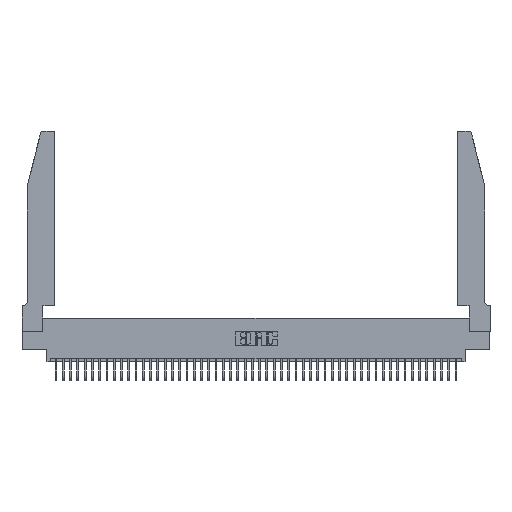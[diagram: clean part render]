
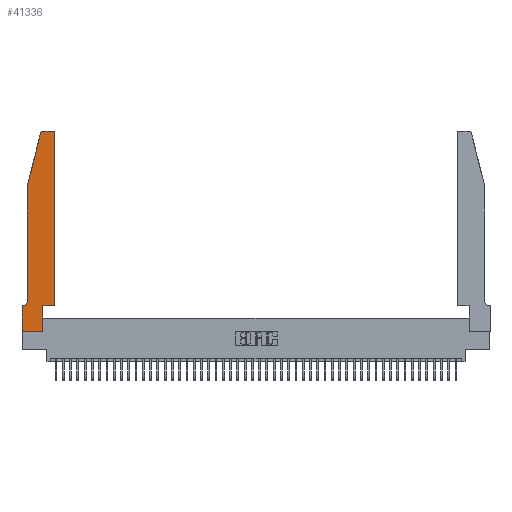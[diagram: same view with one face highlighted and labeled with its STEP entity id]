
A CAD part, top view. The second image highlights one B-rep face of the part: STEP entity #41336.
In plain terms, the highlighted planar face has unit normal (0, 0, 1).
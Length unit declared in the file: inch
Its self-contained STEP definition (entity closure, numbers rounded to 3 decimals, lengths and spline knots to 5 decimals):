
#323 = EDGE_CURVE ( 'NONE', #32733, #9973, #31557, .T. ) ;
#1224 = DIRECTION ( 'NONE',  ( 0., 0., -1. ) ) ;
#1321 = AXIS2_PLACEMENT_3D ( 'NONE', #24007, #1224, #27728 ) ;
#1757 = VECTOR ( 'NONE', #23249, 39.37008 ) ;
#2317 = LINE ( 'NONE', #43688, #21408 ) ;
#3646 = LINE ( 'NONE', #15451, #22716 ) ;
#4228 = VERTEX_POINT ( 'NONE', #45200 ) ;
#4604 = LINE ( 'NONE', #18266, #13636 ) ;
#4998 = CARTESIAN_POINT ( 'NONE',  ( 0.284, 2.75, 0.37 ) ) ;
#5507 = VECTOR ( 'NONE', #44047, 39.37008 ) ;
#6212 = VERTEX_POINT ( 'NONE', #32553 ) ;
#6610 = VERTEX_POINT ( 'NONE', #44983 ) ;
#6613 = DIRECTION ( 'NONE',  ( 1., 0., 0. ) ) ;
#6820 = VERTEX_POINT ( 'NONE', #31341 ) ;
#6953 = DIRECTION ( 'NONE',  ( 0., 1., 0. ) ) ;
#7690 = EDGE_CURVE ( 'NONE', #21248, #42374, #11570, .T. ) ;
#7809 = EDGE_CURVE ( 'NONE', #9973, #30397, #9156, .T. ) ;
#8247 = ORIENTED_EDGE ( 'NONE', *, *, #323, .T. ) ;
#9156 = LINE ( 'NONE', #36726, #5507 ) ;
#9463 = ORIENTED_EDGE ( 'NONE', *, *, #39670, .T. ) ;
#9924 = CARTESIAN_POINT ( 'NONE',  ( 0.4205, 2.75, 0.37 ) ) ;
#9973 = VERTEX_POINT ( 'NONE', #27901 ) ;
#11238 = ORIENTED_EDGE ( 'NONE', *, *, #30201, .T. ) ;
#11570 = LINE ( 'NONE', #17442, #30276 ) ;
#11845 = CARTESIAN_POINT ( 'NONE',  ( 0.4205, 2.72, 0.37 ) ) ;
#12043 = CIRCLE ( 'NONE', #38233, 0.03 ) ;
#13128 = EDGE_CURVE ( 'NONE', #4228, #21248, #12043, .T. ) ;
#13636 = VECTOR ( 'NONE', #6953, 39.37008 ) ;
#14100 = ORIENTED_EDGE ( 'NONE', *, *, #7809, .T. ) ;
#14483 = EDGE_CURVE ( 'NONE', #42374, #35721, #30598, .T. ) ;
#15451 = CARTESIAN_POINT ( 'NONE',  ( 0., 0., 0.37 ) ) ;
#15608 = DIRECTION ( 'NONE',  ( 1., 0., 0. ) ) ;
#15655 = CARTESIAN_POINT ( 'NONE',  ( 0.284, 2.72, 0.37 ) ) ;
#16059 = ORIENTED_EDGE ( 'NONE', *, *, #30551, .T. ) ;
#17442 = CARTESIAN_POINT ( 'NONE',  ( 0.2605, 2.75, 0.37 ) ) ;
#17808 = VERTEX_POINT ( 'NONE', #44812 ) ;
#18008 = DIRECTION ( 'NONE',  ( 0., 1., 0. ) ) ;
#18266 = CARTESIAN_POINT ( 'NONE',  ( 0.4505, 0.35, 0.37 ) ) ;
#18484 = CARTESIAN_POINT ( 'NONE',  ( 0.0755, 0.35, 0.37 ) ) ;
#19441 = DIRECTION ( 'NONE',  ( 1., 0., 0. ) ) ;
#19493 = CARTESIAN_POINT ( 'NONE',  ( 0.0755, 2., 0.37 ) ) ;
#19968 = ORIENTED_EDGE ( 'NONE', *, *, #34210, .T. ) ;
#20149 = CIRCLE ( 'NONE', #1321, 0.07 ) ;
#21247 = DIRECTION ( 'NONE',  ( -1., 0., 0. ) ) ;
#21248 = VERTEX_POINT ( 'NONE', #9924 ) ;
#21408 = VECTOR ( 'NONE', #47432, 39.37008 ) ;
#21721 = VECTOR ( 'NONE', #18008, 39.37008 ) ;
#21786 = ORIENTED_EDGE ( 'NONE', *, *, #7690, .T. ) ;
#21826 = LINE ( 'NONE', #41312, #40332 ) ;
#22716 = VECTOR ( 'NONE', #23007, 39.37008 ) ;
#23007 = DIRECTION ( 'NONE',  ( 0., -1., 0. ) ) ;
#23249 = DIRECTION ( 'NONE',  ( -0.239, -0.971, 0. ) ) ;
#24007 = CARTESIAN_POINT ( 'NONE',  ( 0.0055, 0.42, 0.37 ) ) ;
#25259 = DIRECTION ( 'NONE',  ( 0., 0., 1. ) ) ;
#25414 = CARTESIAN_POINT ( 'NONE',  ( 0., 0.35, 0.37 ) ) ;
#27728 = DIRECTION ( 'NONE',  ( -1., 0., 0. ) ) ;
#27901 = CARTESIAN_POINT ( 'NONE',  ( 0.2865, 0.35, 0.37 ) ) ;
#28172 = LINE ( 'NONE', #18484, #36819 ) ;
#28178 = CARTESIAN_POINT ( 'NONE',  ( 0.2865, 0., 0.37 ) ) ;
#28312 = FACE_OUTER_BOUND ( 'NONE', #48223, .T. ) ;
#28711 = CARTESIAN_POINT ( 'NONE',  ( 0.25487, 2.72718, 0.37 ) ) ;
#28765 = ORIENTED_EDGE ( 'NONE', *, *, #14483, .T. ) ;
#29084 = CARTESIAN_POINT ( 'NONE',  ( 0.2865, 0.35, 0.37 ) ) ;
#29180 = PLANE ( 'NONE',  #36911 ) ;
#29508 = VERTEX_POINT ( 'NONE', #45770 ) ;
#30201 = EDGE_CURVE ( 'NONE', #29508, #6610, #20149, .T. ) ;
#30276 = VECTOR ( 'NONE', #21247, 39.37008 ) ;
#30397 = VERTEX_POINT ( 'NONE', #39668 ) ;
#30551 = EDGE_CURVE ( 'NONE', #30397, #4228, #4604, .T. ) ;
#30598 = CIRCLE ( 'NONE', #37044, 0.03 ) ;
#30724 = LINE ( 'NONE', #19493, #1757 ) ;
#31341 = CARTESIAN_POINT ( 'NONE',  ( 0., 0.35, 0.37 ) ) ;
#31557 = LINE ( 'NONE', #29084, #21721 ) ;
#32553 = CARTESIAN_POINT ( 'NONE',  ( 0.0755, 2., 0.37 ) ) ;
#32733 = VERTEX_POINT ( 'NONE', #28178 ) ;
#33872 = DIRECTION ( 'NONE',  ( 1., 0., 0. ) ) ;
#34210 = EDGE_CURVE ( 'NONE', #17808, #32733, #21826, .T. ) ;
#35721 = VERTEX_POINT ( 'NONE', #28711 ) ;
#36726 = CARTESIAN_POINT ( 'NONE',  ( 0.4505, 0.35, 0.37 ) ) ;
#36819 = VECTOR ( 'NONE', #40693, 39.37008 ) ;
#36911 = AXIS2_PLACEMENT_3D ( 'NONE', #25414, #25259, #6613 ) ;
#37044 = AXIS2_PLACEMENT_3D ( 'NONE', #15655, #41635, #19441 ) ;
#37838 = DIRECTION ( 'NONE',  ( 0., 0., 1. ) ) ;
#37976 = ORIENTED_EDGE ( 'NONE', *, *, #40389, .T. ) ;
#38200 = EDGE_CURVE ( 'NONE', #6212, #29508, #2317, .T. ) ;
#38221 = ORIENTED_EDGE ( 'NONE', *, *, #42766, .T. ) ;
#38233 = AXIS2_PLACEMENT_3D ( 'NONE', #11845, #37838, #15608 ) ;
#39308 = ORIENTED_EDGE ( 'NONE', *, *, #13128, .T. ) ;
#39668 = CARTESIAN_POINT ( 'NONE',  ( 0.4505, 0.35, 0.37 ) ) ;
#39670 = EDGE_CURVE ( 'NONE', #6820, #17808, #3646, .T. ) ;
#39919 = ORIENTED_EDGE ( 'NONE', *, *, #38200, .T. ) ;
#40332 = VECTOR ( 'NONE', #33872, 39.37008 ) ;
#40389 = EDGE_CURVE ( 'NONE', #35721, #6212, #30724, .T. ) ;
#40693 = DIRECTION ( 'NONE',  ( -1., 0., 0. ) ) ;
#41312 = CARTESIAN_POINT ( 'NONE',  ( 0., 0., 0.37 ) ) ;
#41336 = ADVANCED_FACE ( 'NONE', ( #28312 ), #29180, .T. ) ;
#41635 = DIRECTION ( 'NONE',  ( 0., 0., 1. ) ) ;
#42374 = VERTEX_POINT ( 'NONE', #4998 ) ;
#42766 = EDGE_CURVE ( 'NONE', #6610, #6820, #28172, .T. ) ;
#43688 = CARTESIAN_POINT ( 'NONE',  ( 0.0755, 2., 0.37 ) ) ;
#44047 = DIRECTION ( 'NONE',  ( 1., 0., 0. ) ) ;
#44812 = CARTESIAN_POINT ( 'NONE',  ( 0., 0., 0.37 ) ) ;
#44983 = CARTESIAN_POINT ( 'NONE',  ( 0.0055, 0.35, 0.37 ) ) ;
#45200 = CARTESIAN_POINT ( 'NONE',  ( 0.4505, 2.72, 0.37 ) ) ;
#45770 = CARTESIAN_POINT ( 'NONE',  ( 0.0755, 0.42, 0.37 ) ) ;
#47432 = DIRECTION ( 'NONE',  ( 0., -1., 0. ) ) ;
#48223 = EDGE_LOOP ( 'NONE', ( #21786, #28765, #37976, #39919, #11238, #38221, #9463, #19968, #8247, #14100, #16059, #39308 ) ) ;
